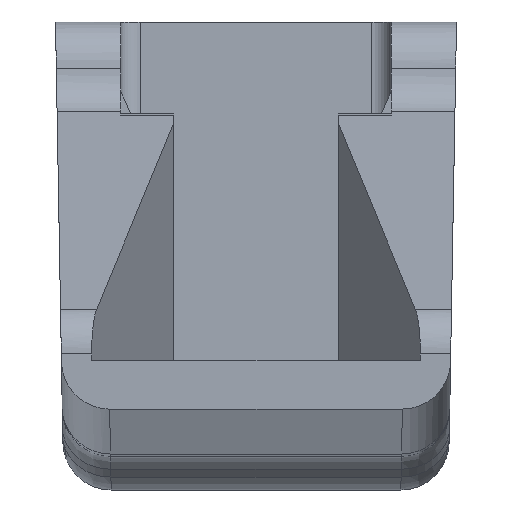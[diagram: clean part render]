
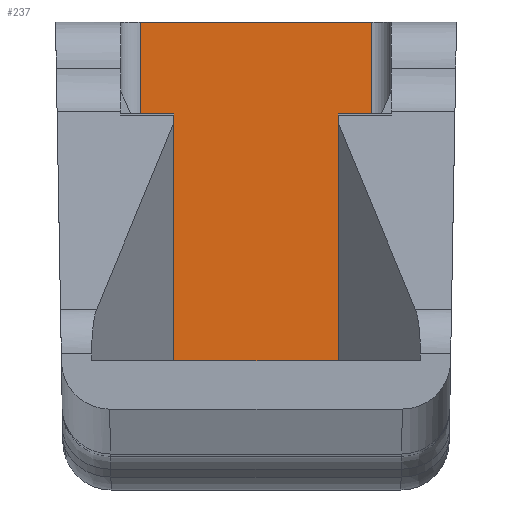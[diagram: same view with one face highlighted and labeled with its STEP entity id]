
A CAD part, left-side view. The second image highlights one B-rep face of the part: STEP entity #237.
In plain terms, the highlighted planar face has unit normal (-1, 0, 0).
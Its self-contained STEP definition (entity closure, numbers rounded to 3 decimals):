
#173=FACE_OUTER_BOUND('',#339,.T.);
#237=ADVANCED_FACE('',(#173),#294,.F.);
#294=PLANE('',#1256);
#339=EDGE_LOOP('',(#565,#566,#567,#568));
#565=ORIENTED_EDGE('',*,*,#863,.T.);
#566=ORIENTED_EDGE('',*,*,#934,.T.);
#567=ORIENTED_EDGE('',*,*,#921,.F.);
#568=ORIENTED_EDGE('',*,*,#935,.T.);
#761=VERTEX_POINT('',#1714);
#762=VERTEX_POINT('',#1716);
#804=VERTEX_POINT('',#1828);
#805=VERTEX_POINT('',#1829);
#863=EDGE_CURVE('',#762,#761,#1015,.T.);
#921=EDGE_CURVE('',#804,#805,#1054,.T.);
#934=EDGE_CURVE('',#761,#805,#1064,.T.);
#935=EDGE_CURVE('',#804,#762,#1065,.T.);
#1015=LINE('',#1715,#1121);
#1054=LINE('',#1827,#1160);
#1064=LINE('',#1852,#1170);
#1065=LINE('',#1853,#1171);
#1121=VECTOR('',#1364,1.);
#1160=VECTOR('',#1465,1.);
#1170=VECTOR('',#1495,1.);
#1171=VECTOR('',#1496,1.);
#1256=AXIS2_PLACEMENT_3D('',#1854,#1497,#1498);
#1364=DIRECTION('',(0.,1.,0.));
#1465=DIRECTION('',(0.,1.,0.));
#1495=DIRECTION('',(0.,0.,-1.));
#1496=DIRECTION('',(0.,0.,1.));
#1497=DIRECTION('',(1.,0.,0.));
#1498=DIRECTION('',(0.,1.,0.));
#1714=CARTESIAN_POINT('',(7.991,1.2,-3.641));
#1715=CARTESIAN_POINT('',(7.991,-1.4,-3.641));
#1716=CARTESIAN_POINT('',(7.991,-1.2,-3.641));
#1827=CARTESIAN_POINT('',(7.991,-1.4,-7.641));
#1828=CARTESIAN_POINT('',(7.991,-1.2,-7.641));
#1829=CARTESIAN_POINT('',(7.991,1.2,-7.641));
#1852=CARTESIAN_POINT('',(7.991,1.2,-7.641));
#1853=CARTESIAN_POINT('',(7.991,-1.2,-3.641));
#1854=CARTESIAN_POINT('',(7.991,0.,-7.641));
